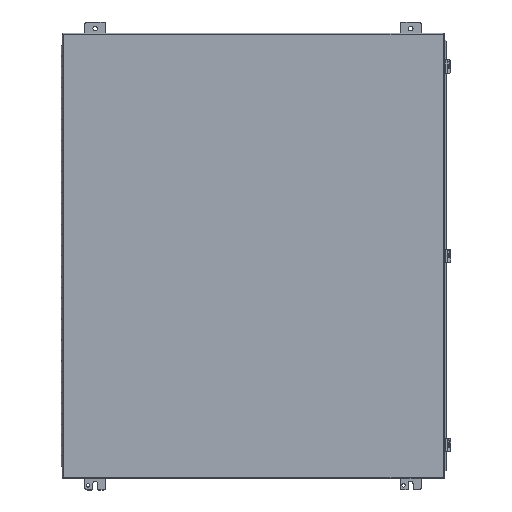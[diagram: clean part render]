
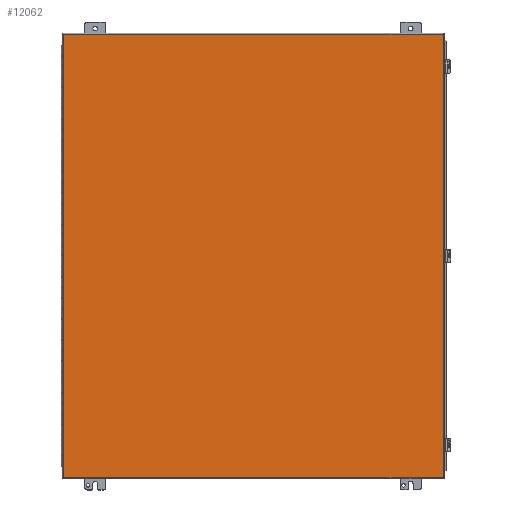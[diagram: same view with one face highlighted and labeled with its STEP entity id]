
A CAD part, top view. The second image highlights one B-rep face of the part: STEP entity #12062.
In plain terms, the highlighted planar face has unit normal (0, 0, 1).
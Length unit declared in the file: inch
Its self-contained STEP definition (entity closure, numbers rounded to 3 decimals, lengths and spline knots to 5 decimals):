
#486=PLANE('',#13151);
#1027=FACE_OUTER_BOUND('',#1758,.T.);
#1758=EDGE_LOOP('',(#8685,#8686,#8687,#8688));
#2542=LINE('',#19075,#3705);
#2564=LINE('',#19225,#3727);
#2590=LINE('',#19285,#3753);
#2591=LINE('',#19289,#3754);
#3705=VECTOR('',#14844,0.3937);
#3727=VECTOR('',#14882,0.3937);
#3753=VECTOR('',#14952,0.3937);
#3754=VECTOR('',#14959,0.3937);
#5269=VERTEX_POINT('',#18875);
#5294=VERTEX_POINT('',#19006);
#5304=VERTEX_POINT('',#19074);
#5306=VERTEX_POINT('',#19165);
#6485=EDGE_CURVE('',#5304,#5294,#2542,.T.);
#6512=EDGE_CURVE('',#5269,#5306,#2564,.T.);
#6542=EDGE_CURVE('',#5294,#5269,#2590,.T.);
#6543=EDGE_CURVE('',#5306,#5304,#2591,.T.);
#8685=ORIENTED_EDGE('',*,*,#6542,.T.);
#8686=ORIENTED_EDGE('',*,*,#6512,.T.);
#8687=ORIENTED_EDGE('',*,*,#6543,.T.);
#8688=ORIENTED_EDGE('',*,*,#6485,.T.);
#12062=ADVANCED_FACE('',(#1027),#486,.T.);
#13151=AXIS2_PLACEMENT_3D('',#19291,#14962,#14963);
#14844=DIRECTION('',(0.,-1.,0.));
#14882=DIRECTION('',(0.,1.,0.));
#14952=DIRECTION('',(1.,0.,0.));
#14959=DIRECTION('',(-1.,0.,0.));
#14962=DIRECTION('center_axis',(0.,0.,1.));
#14963=DIRECTION('ref_axis',(1.,0.,0.));
#18875=CARTESIAN_POINT('',(36.2204,0.0896,0.074));
#19006=CARTESIAN_POINT('',(0.0896,0.0896,0.074));
#19074=CARTESIAN_POINT('',(0.0896,42.2204,0.074));
#19075=CARTESIAN_POINT('',(0.0896,31.6877,0.074));
#19165=CARTESIAN_POINT('',(36.2204,42.2204,0.074));
#19225=CARTESIAN_POINT('',(36.2204,10.6223,0.074));
#19285=CARTESIAN_POINT('',(9.1223,0.0896,0.074));
#19289=CARTESIAN_POINT('',(27.1877,42.2204,0.074));
#19291=CARTESIAN_POINT('Origin',(18.155,21.155,0.074));
